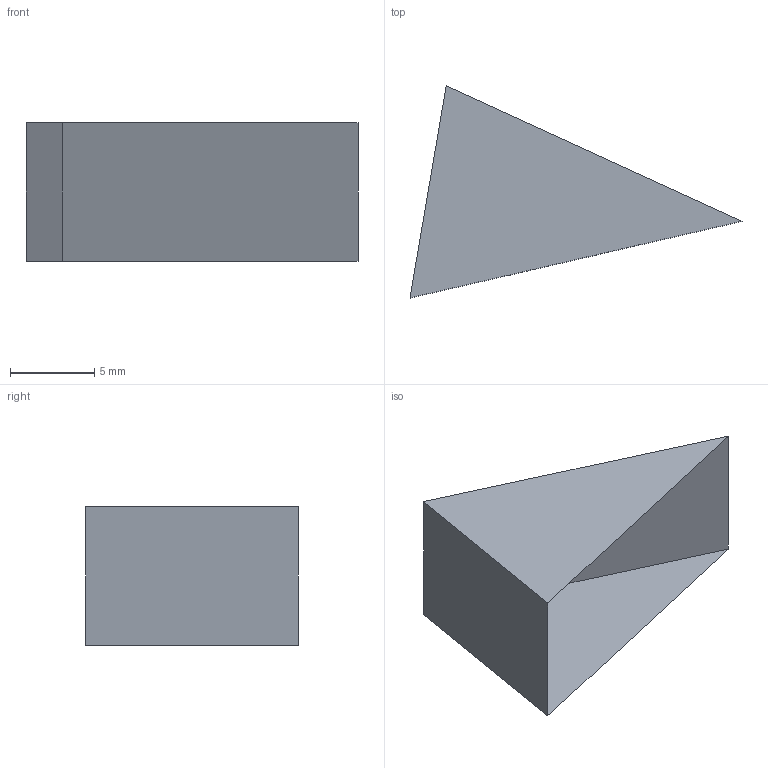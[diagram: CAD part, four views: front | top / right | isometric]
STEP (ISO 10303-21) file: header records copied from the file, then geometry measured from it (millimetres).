
FILE_DESCRIPTION(/* description */ (''),/* implementation_level */ '2;1');
FILE_NAME(/* name */ 'faces3',/* time_stamp */ '2025-04-06T22:00:24+02:00',/* author */ (''),/* organization */ (''),/* preprocessor_version */ 'ST-DEVELOPER v16.5',/* originating_system */ 'Rhino 7.37',/* authorisation */ '');
FILE_SCHEMA (('CONFIG_CONTROL_DESIGN'));
Length unit declared in the file: millimetre
Products named in the file (1): Document
Bounding box: 19.69 x 12.57 x 8.2 mm (x, y, z)
Surface area: 500.4 mm2 (no closed solid volume)
Topology: 0 solids, 1 shells, 4 faces, 9 edges, 6 vertices
Faces by surface type: plane 4
Entity records: 184 total; most frequent: CARTESIAN_POINT 30, ORIENTED_EDGE 14, EDGE_CURVE 9, B_SPLINE_CURVE_WITH_KNOTS 9, DIRECTION 8, ORGANIZATION 7, PERSON_AND_ORGANIZATION 7, VERTEX_POINT 6
